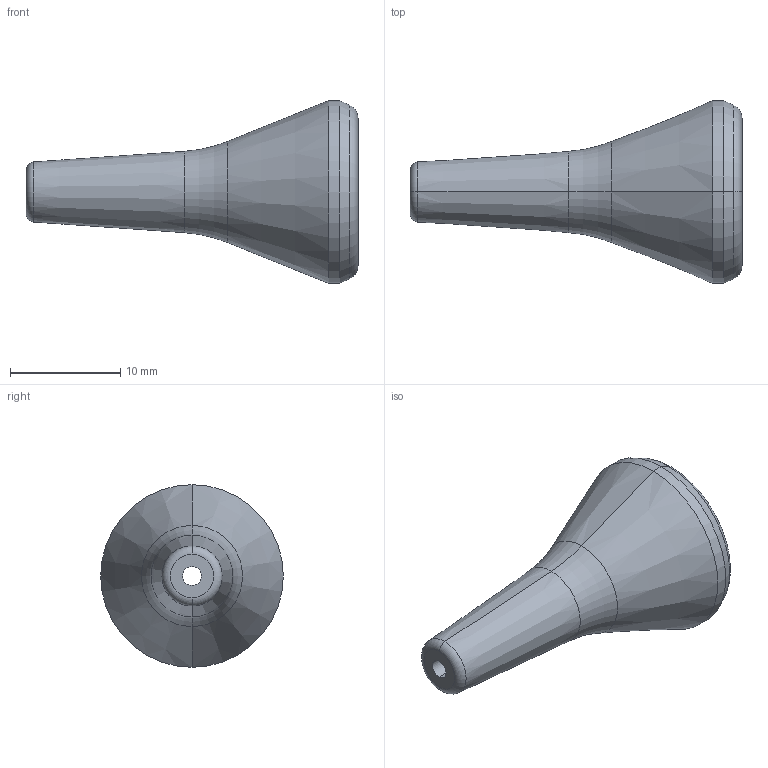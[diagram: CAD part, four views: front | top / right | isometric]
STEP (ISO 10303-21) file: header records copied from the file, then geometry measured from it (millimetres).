
FILE_DESCRIPTION (( 'STEP AP203' ), '1' );
FILE_NAME ('1-4x1-16 Round Nozzle.STEP', '2005-02-04T23:04:47', ( 'mark lockwood' ), ( 'lockwood products inc.' ), 'SwSTEP 2.0', 'SolidWorks 2004146', '' );
FILE_SCHEMA (( 'CONFIG_CONTROL_DESIGN' ));
Length unit declared in the file: inch
Products named in the file (1): 1-4x1-16 Round Nozzle
Bounding box: 30.05 x 16.54 x 16.54 mm (x, y, z)
Volume: 1288.3 mm3; surface area: 1569 mm2
Topology: 1 solids, 1 shells, 27 faces, 59 edges, 33 vertices
Faces by surface type: cone 10, cylinder 6, torus 6, plane 3, sphere 2
Entity records: 785 total; most frequent: DIRECTION 148, CARTESIAN_POINT 112, ORIENTED_EDGE 108, AXIS2_PLACEMENT_3D 66, EDGE_CURVE 54, CIRCLE 38, EDGE_LOOP 30, VERTEX_POINT 30
